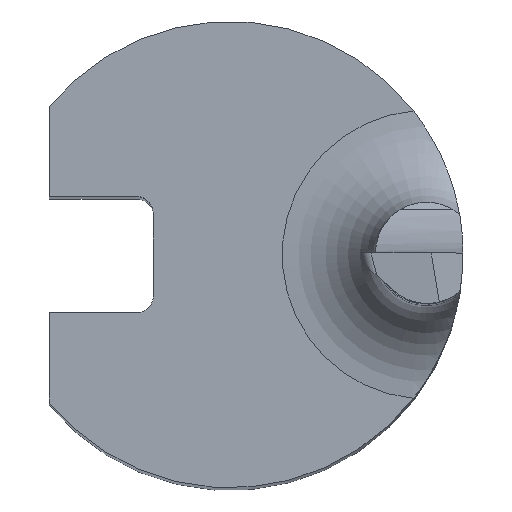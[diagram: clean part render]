
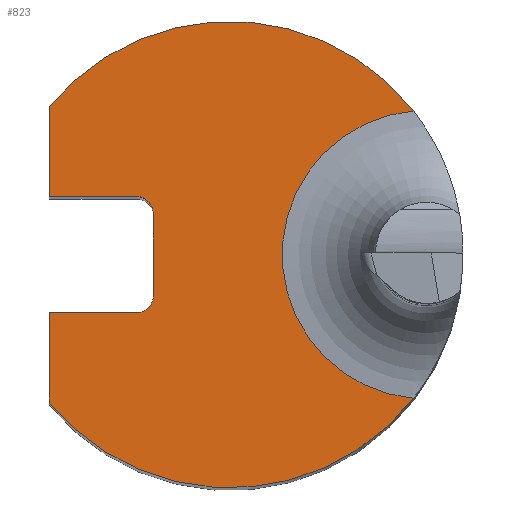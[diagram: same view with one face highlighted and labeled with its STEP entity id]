
A CAD part, top view. The second image highlights one B-rep face of the part: STEP entity #823.
In plain terms, the highlighted planar face has unit normal (0, 0, 1).
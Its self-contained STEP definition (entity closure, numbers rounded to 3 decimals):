
#10 = CARTESIAN_POINT ( 'NONE',  ( 0., 0., 13.749 ) ) ;
#25 = EDGE_CURVE ( 'NONE', #1060, #99, #848, .T. ) ;
#37 = FACE_OUTER_BOUND ( 'NONE', #509, .T. ) ;
#48 = CARTESIAN_POINT ( 'NONE',  ( -0.663, 0.399, 13.749 ) ) ;
#58 = ORIENTED_EDGE ( 'NONE', *, *, #208, .T. ) ;
#59 = DIRECTION ( 'NONE',  ( 1., 0., 0. ) ) ;
#86 = CARTESIAN_POINT ( 'NONE',  ( -0.659, -0.384, 13.749 ) ) ;
#99 = VERTEX_POINT ( 'NONE', #1078 ) ;
#100 = CARTESIAN_POINT ( 'NONE',  ( -0.783, -0.499, 13.749 ) ) ;
#124 = CARTESIAN_POINT ( 'NONE',  ( 1.688, 0.5, 13.749 ) ) ;
#139 = CARTESIAN_POINT ( 'NONE',  ( -0.678, 0.429, 13.749 ) ) ;
#147 = VERTEX_POINT ( 'NONE', #655 ) ;
#151 = CARTESIAN_POINT ( 'NONE',  ( -0.74, 0.486, 13.749 ) ) ;
#167 = EDGE_CURVE ( 'NONE', #949, #259, #368, .T. ) ;
#185 = CARTESIAN_POINT ( 'NONE',  ( -0.656, -0.35, 13.749 ) ) ;
#191 = LINE ( 'NONE', #956, #805 ) ;
#208 = EDGE_CURVE ( 'NONE', #328, #147, #807, .T. ) ;
#245 = EDGE_CURVE ( 'NONE', #904, #383, #717, .T. ) ;
#257 = VECTOR ( 'NONE', #726, 1000. ) ;
#259 = VERTEX_POINT ( 'NONE', #508 ) ;
#287 = ORIENTED_EDGE ( 'NONE', *, *, #815, .T. ) ;
#293 = CARTESIAN_POINT ( 'NONE',  ( -1.55, 1.264, 13.749 ) ) ;
#295 = CARTESIAN_POINT ( 'NONE',  ( -0.789, 0.5, 13.749 ) ) ;
#300 = CARTESIAN_POINT ( 'NONE',  ( -0.712, 0.467, 13.749 ) ) ;
#309 = CARTESIAN_POINT ( 'NONE',  ( -0.756, 0.492, 13.749 ) ) ;
#316 = ORIENTED_EDGE ( 'NONE', *, *, #245, .T. ) ;
#325 = VECTOR ( 'NONE', #945, 1000. ) ;
#327 = ORIENTED_EDGE ( 'NONE', *, *, #25, .T. ) ;
#328 = VERTEX_POINT ( 'NONE', #1035 ) ;
#344 = CARTESIAN_POINT ( 'NONE',  ( -0.656, -0.367, 13.749 ) ) ;
#348 = DIRECTION ( 'NONE',  ( 0., 0., 1. ) ) ;
#355 = DIRECTION ( 'NONE',  ( 1., 0., 0. ) ) ;
#368 = LINE ( 'NONE', #477, #754 ) ;
#371 = CARTESIAN_POINT ( 'NONE',  ( -0.806, 0.5, 13.749 ) ) ;
#373 = VERTEX_POINT ( 'NONE', #594 ) ;
#383 = VERTEX_POINT ( 'NONE', #709 ) ;
#387 = ORIENTED_EDGE ( 'NONE', *, *, #449, .T. ) ;
#391 = CARTESIAN_POINT ( 'NONE',  ( -0.699, 0.457, 13.749 ) ) ;
#396 = ORIENTED_EDGE ( 'NONE', *, *, #706, .T. ) ;
#416 = DIRECTION ( 'NONE',  ( 0., -1., 0. ) ) ;
#431 = AXIS2_PLACEMENT_3D ( 'NONE', #10, #619, #355 ) ;
#436 = DIRECTION ( 'NONE',  ( 1., 0., 0. ) ) ;
#442 = EDGE_CURVE ( 'NONE', #147, #904, #863, .T. ) ;
#449 = EDGE_CURVE ( 'NONE', #99, #328, #961, .T. ) ;
#462 = B_SPLINE_CURVE_WITH_KNOTS ( 'NONE', 3,
 ( #185, #344, #86, #991, #967, #795, #468, #787, #969, #882, #1052, #1055, #1063, #100, #1077, #1132 ),
 .UNSPECIFIED., .F., .F.,
 ( 4, 3, 3, 3, 3, 4 ),
 ( 0., 0., 0., 0., 0., 0. ),
 .UNSPECIFIED. ) ;
#468 = CARTESIAN_POINT ( 'NONE',  ( -0.688, -0.444, 13.749 ) ) ;
#477 = CARTESIAN_POINT ( 'NONE',  ( -0.656, 0.5, 13.749 ) ) ;
#484 = EDGE_CURVE ( 'NONE', #486, #383, #521, .T. ) ;
#486 = VERTEX_POINT ( 'NONE', #820 ) ;
#508 = CARTESIAN_POINT ( 'NONE',  ( -0.656, -0.35, 13.749 ) ) ;
#509 = EDGE_LOOP ( 'NONE', ( #629, #564, #1049, #287, #396, #327, #387, #58, #583, #316 ) ) ;
#510 = EDGE_CURVE ( 'NONE', #486, #949, #1076, .T. ) ;
#521 = LINE ( 'NONE', #124, #257 ) ;
#525 = CARTESIAN_POINT ( 'NONE',  ( 1.688, 0., 13.749 ) ) ;
#564 = ORIENTED_EDGE ( 'NONE', *, *, #510, .T. ) ;
#583 = ORIENTED_EDGE ( 'NONE', *, *, #442, .T. ) ;
#594 = CARTESIAN_POINT ( 'NONE',  ( -0.806, -0.5, 13.749 ) ) ;
#619 = DIRECTION ( 'NONE',  ( 0., 0., 1. ) ) ;
#629 = ORIENTED_EDGE ( 'NONE', *, *, #484, .F. ) ;
#637 = VECTOR ( 'NONE', #416, 1000. ) ;
#652 = CARTESIAN_POINT ( 'NONE',  ( -0.687, 0.444, 13.749 ) ) ;
#655 = CARTESIAN_POINT ( 'NONE',  ( 1.575, 1.232, 13.749 ) ) ;
#666 = CARTESIAN_POINT ( 'NONE',  ( -0.772, 0.497, 13.749 ) ) ;
#669 = CARTESIAN_POINT ( 'NONE',  ( -0.656, 0.35, 13.749 ) ) ;
#705 = CARTESIAN_POINT ( 'NONE',  ( 0., 0., 13.749 ) ) ;
#706 = EDGE_CURVE ( 'NONE', #373, #1060, #191, .T. ) ;
#709 = CARTESIAN_POINT ( 'NONE',  ( -1.55, 0.5, 13.749 ) ) ;
#717 = LINE ( 'NONE', #1110, #637 ) ;
#726 = DIRECTION ( 'NONE',  ( -1., 0., 0. ) ) ;
#737 = CARTESIAN_POINT ( 'NONE',  ( -0.725, 0.478, 13.749 ) ) ;
#740 = DIRECTION ( 'NONE',  ( 0., -1., 0. ) ) ;
#744 = CARTESIAN_POINT ( 'NONE',  ( -0.67, 0.415, 13.749 ) ) ;
#749 = CARTESIAN_POINT ( 'NONE',  ( -0.657, 0.372, 13.749 ) ) ;
#754 = VECTOR ( 'NONE', #740, 1000. ) ;
#776 = DIRECTION ( 'NONE',  ( -1., 0., 0. ) ) ;
#787 = CARTESIAN_POINT ( 'NONE',  ( -0.699, -0.457, 13.749 ) ) ;
#795 = CARTESIAN_POINT ( 'NONE',  ( -0.678, -0.431, 13.749 ) ) ;
#805 = VECTOR ( 'NONE', #776, 1000. ) ;
#807 = CIRCLE ( 'NONE', #1029, 1.238 ) ;
#809 = AXIS2_PLACEMENT_3D ( 'NONE', #705, #977, #1064 ) ;
#815 = EDGE_CURVE ( 'NONE', #259, #373, #462, .T. ) ;
#820 = CARTESIAN_POINT ( 'NONE',  ( -0.806, 0.5, 13.749 ) ) ;
#823 = ADVANCED_FACE ( 'NONE', ( #37 ), #963, .T. ) ;
#830 = CARTESIAN_POINT ( 'NONE',  ( -1.55, -0.5, 13.749 ) ) ;
#848 = LINE ( 'NONE', #1123, #325 ) ;
#851 = CARTESIAN_POINT ( 'NONE',  ( 1.688, 0., 13.749 ) ) ;
#863 = CIRCLE ( 'NONE', #431, 2. ) ;
#882 = CARTESIAN_POINT ( 'NONE',  ( -0.726, -0.477, 13.749 ) ) ;
#904 = VERTEX_POINT ( 'NONE', #293 ) ;
#924 = CARTESIAN_POINT ( 'NONE',  ( -0.656, 0.35, 13.749 ) ) ;
#945 = DIRECTION ( 'NONE',  ( 0., -1., 0. ) ) ;
#949 = VERTEX_POINT ( 'NONE', #669 ) ;
#956 = CARTESIAN_POINT ( 'NONE',  ( 1.688, -0.5, 13.749 ) ) ;
#961 = CIRCLE ( 'NONE', #809, 2. ) ;
#963 = PLANE ( 'NONE',  #1005 ) ;
#967 = CARTESIAN_POINT ( 'NONE',  ( -0.67, -0.415, 13.749 ) ) ;
#969 = CARTESIAN_POINT ( 'NONE',  ( -0.712, -0.468, 13.749 ) ) ;
#977 = DIRECTION ( 'NONE',  ( 0., 0., 1. ) ) ;
#991 = CARTESIAN_POINT ( 'NONE',  ( -0.664, -0.4, 13.749 ) ) ;
#1005 = AXIS2_PLACEMENT_3D ( 'NONE', #525, #348, #436 ) ;
#1024 = DIRECTION ( 'NONE',  ( 0., 0., -1. ) ) ;
#1029 = AXIS2_PLACEMENT_3D ( 'NONE', #851, #1024, #59 ) ;
#1035 = CARTESIAN_POINT ( 'NONE',  ( 1.575, -1.232, 13.749 ) ) ;
#1049 = ORIENTED_EDGE ( 'NONE', *, *, #167, .T. ) ;
#1052 = CARTESIAN_POINT ( 'NONE',  ( -0.74, -0.486, 13.749 ) ) ;
#1055 = CARTESIAN_POINT ( 'NONE',  ( -0.756, -0.493, 13.749 ) ) ;
#1060 = VERTEX_POINT ( 'NONE', #830 ) ;
#1063 = CARTESIAN_POINT ( 'NONE',  ( -0.773, -0.496, 13.749 ) ) ;
#1064 = DIRECTION ( 'NONE',  ( 1., 0., 0. ) ) ;
#1076 = B_SPLINE_CURVE_WITH_KNOTS ( 'NONE', 3,
 ( #371, #295, #666, #309, #151, #737, #300, #391, #652, #139, #744, #48, #1101, #749, #1106, #924 ),
 .UNSPECIFIED., .F., .F.,
 ( 4, 3, 3, 3, 3, 4 ),
 ( 0., 0., 0., 0., 0., 0. ),
 .UNSPECIFIED. ) ;
#1077 = CARTESIAN_POINT ( 'NONE',  ( -0.795, -0.5, 13.749 ) ) ;
#1078 = CARTESIAN_POINT ( 'NONE',  ( -1.55, -1.264, 13.749 ) ) ;
#1101 = CARTESIAN_POINT ( 'NONE',  ( -0.659, 0.383, 13.749 ) ) ;
#1106 = CARTESIAN_POINT ( 'NONE',  ( -0.656, 0.361, 13.749 ) ) ;
#1110 = CARTESIAN_POINT ( 'NONE',  ( -1.55, -2., 13.749 ) ) ;
#1123 = CARTESIAN_POINT ( 'NONE',  ( -1.55, -2., 13.749 ) ) ;
#1132 = CARTESIAN_POINT ( 'NONE',  ( -0.806, -0.5, 13.749 ) ) ;
